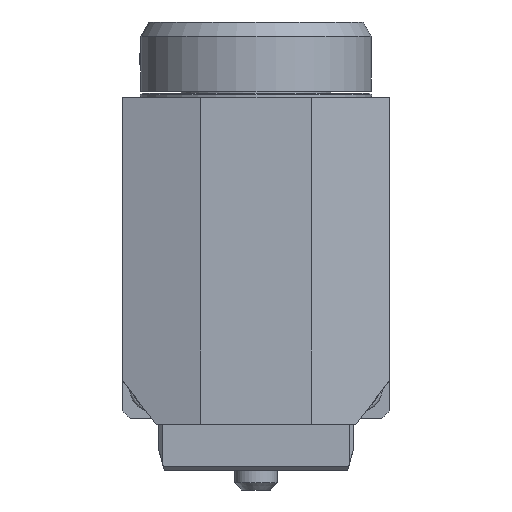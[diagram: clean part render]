
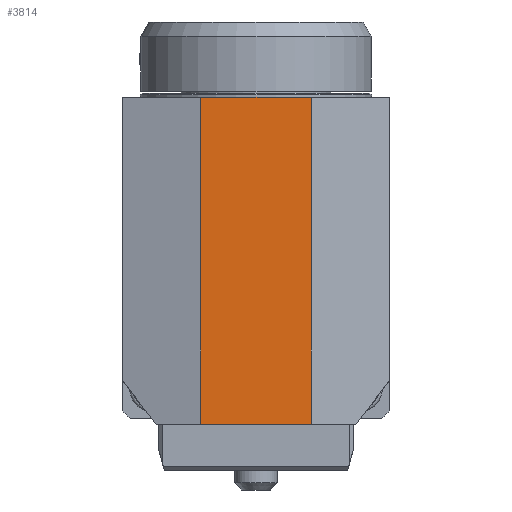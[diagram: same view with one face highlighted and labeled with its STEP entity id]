
A CAD part, left-side view. The second image highlights one B-rep face of the part: STEP entity #3814.
In plain terms, the highlighted face is planar.
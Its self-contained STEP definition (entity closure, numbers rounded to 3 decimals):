
#269=FACE_OUTER_BOUND('',#475,.T.);
#475=EDGE_LOOP('',(#2565,#2566,#2567,#2568));
#746=LINE('',#5658,#1163);
#750=LINE('',#5666,#1167);
#751=LINE('',#5667,#1168);
#752=LINE('',#5668,#1169);
#1163=VECTOR('',#4476,10.);
#1167=VECTOR('',#4482,10.);
#1168=VECTOR('',#4483,10.);
#1169=VECTOR('',#4484,10.);
#1582=VERTEX_POINT('',#5656);
#1583=VERTEX_POINT('',#5657);
#1585=VERTEX_POINT('',#5664);
#1586=VERTEX_POINT('',#5665);
#1975=EDGE_CURVE('',#1582,#1583,#746,.T.);
#1979=EDGE_CURVE('',#1585,#1586,#750,.T.);
#1980=EDGE_CURVE('',#1582,#1586,#751,.T.);
#1981=EDGE_CURVE('',#1583,#1585,#752,.T.);
#2565=ORIENTED_EDGE('',*,*,#1979,.T.);
#2566=ORIENTED_EDGE('',*,*,#1980,.F.);
#2567=ORIENTED_EDGE('',*,*,#1975,.T.);
#2568=ORIENTED_EDGE('',*,*,#1981,.T.);
#3666=PLANE('',#4047);
#3814=ADVANCED_FACE('',(#269),#3666,.F.);
#4047=AXIS2_PLACEMENT_3D('',#5663,#4480,#4481);
#4476=DIRECTION('',(-1.,0.,0.));
#4480=DIRECTION('center_axis',(0.,0.,
1.));
#4481=DIRECTION('ref_axis',(0.,-1.,0.));
#4482=DIRECTION('',(1.,0.,0.));
#4483=DIRECTION('',(0.,1.,0.));
#4484=DIRECTION('',(0.,1.,0.));
#5656=CARTESIAN_POINT('',(39.,-15.5,-121.5));
#5657=CARTESIAN_POINT('',(-52.8,-15.5,-121.5));
#5658=CARTESIAN_POINT('',(0.,-15.5,-121.5));
#5663=CARTESIAN_POINT('Origin',(0.,0.,
-121.5));
#5664=CARTESIAN_POINT('',(-52.8,15.5,-121.5));
#5665=CARTESIAN_POINT('',(39.,15.5,-121.5));
#5666=CARTESIAN_POINT('',(0.,15.5,-121.5));
#5667=CARTESIAN_POINT('',(39.,37.5,-121.5));
#5668=CARTESIAN_POINT('',(-52.8,18.75,-121.5));
